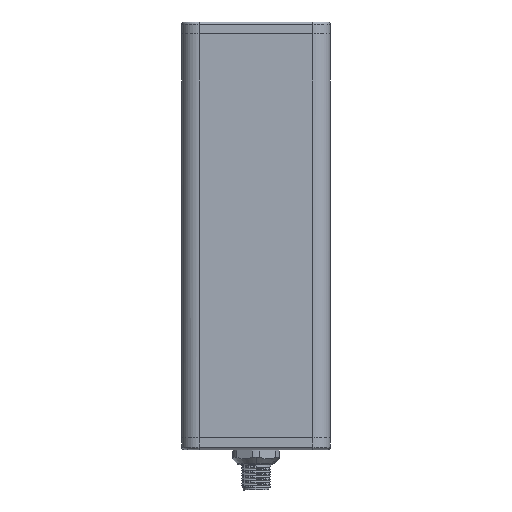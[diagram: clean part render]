
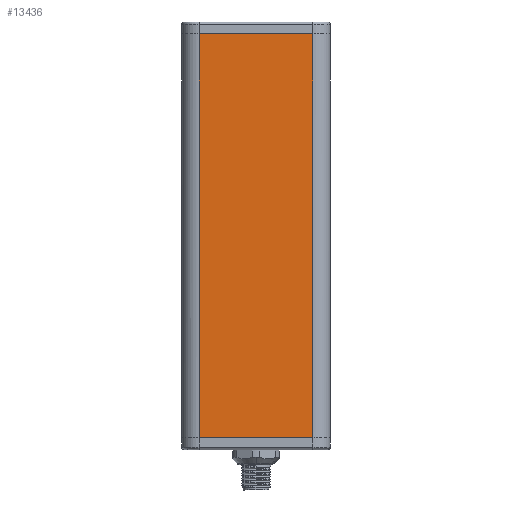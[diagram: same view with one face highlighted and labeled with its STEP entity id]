
A CAD part, front view. The second image highlights one B-rep face of the part: STEP entity #13436.
In plain terms, the highlighted planar face has unit normal (0, -1, 0).
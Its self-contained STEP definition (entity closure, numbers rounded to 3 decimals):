
#1555=DIRECTION('',(-1.,0.,0.));
#1556=VECTOR('',#1555,45.4);
#1557=CARTESIAN_POINT('',(22.7,-16.3,161.5));
#1558=LINE('',#1557,#1556);
#1559=DIRECTION('',(0.,0.,-1.));
#1560=VECTOR('',#1559,161.5);
#1561=CARTESIAN_POINT('',(22.7,-16.3,161.5));
#1562=LINE('',#1561,#1560);
#1563=DIRECTION('',(1.,0.,0.));
#1564=VECTOR('',#1563,45.4);
#1565=CARTESIAN_POINT('',(-22.7,-16.3,
0.));
#1566=LINE('',#1565,#1564);
#1567=DIRECTION('',(0.,0.,-1.));
#1568=VECTOR('',#1567,161.5);
#1569=CARTESIAN_POINT('',(-22.7,-16.3,161.5));
#1570=LINE('',#1569,#1568);
#10228=CARTESIAN_POINT('',(-22.7,-16.3,
0.));
#10229=CARTESIAN_POINT('',(22.7,-16.3,0.));
#10230=VERTEX_POINT('',#10228);
#10231=VERTEX_POINT('',#10229);
#10491=CARTESIAN_POINT('',(22.7,-16.3,
161.5));
#10492=CARTESIAN_POINT('',(-22.7,-16.3,161.5));
#10493=VERTEX_POINT('',#10491);
#10494=VERTEX_POINT('',#10492);
#13424=CARTESIAN_POINT('',(-29.7,-16.3,0.));
#13425=DIRECTION('',(0.,-1.,0.));
#13426=DIRECTION('',(1.,0.,0.));
#13427=AXIS2_PLACEMENT_3D('',#13424,#13425,#13426);
#13428=PLANE('',#13427);
#13430=ORIENTED_EDGE('',*,*,#13429,.F.);
#13431=ORIENTED_EDGE('',*,*,#13393,.T.);
#13432=ORIENTED_EDGE('',*,*,#13416,.F.);
#13433=ORIENTED_EDGE('',*,*,#12999,.F.);
#13434=EDGE_LOOP('',(#13430,#13431,#13432,#13433));
#13435=FACE_OUTER_BOUND('',#13434,.F.);
#13436=ADVANCED_FACE('',(#13435),#13428,.T.);
#12999=EDGE_CURVE('',#10494,#10230,#1570,.T.);
#13393=EDGE_CURVE('',#10493,#10231,#1562,.T.);
#13416=EDGE_CURVE('',#10230,#10231,#1566,.T.);
#13429=EDGE_CURVE('',#10493,#10494,#1558,.T.);
